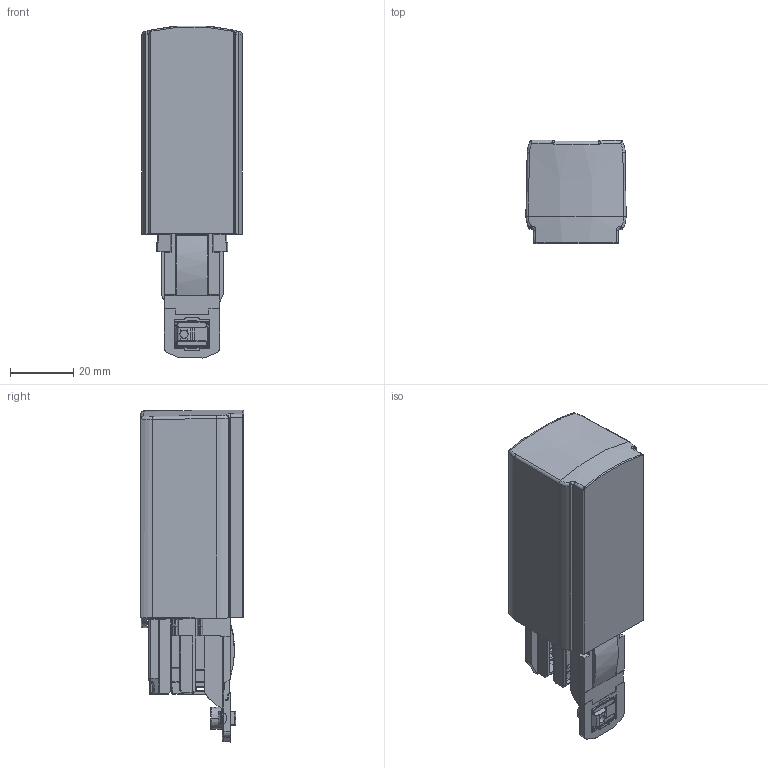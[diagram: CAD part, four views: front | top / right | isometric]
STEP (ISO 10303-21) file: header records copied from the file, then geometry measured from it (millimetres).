
FILE_DESCRIPTION (( 'STEP AP203' ), '1' );
FILE_NAME ('XTS11_Dummy.STEP', '2017-07-28T11:11:45', ( '' ), ( '' ), 'SwSTEP 2.0', 'SolidWorks 2017', '' );
FILE_SCHEMA (( 'CONFIG_CONTROL_DESIGN' ));
Length unit declared in the file: millimetre
Products named in the file (1): XTS11_Dummy
Bounding box: 31.6 x 32.63 x 104.58 mm (x, y, z)
Volume: 70247.5 mm3; surface area: 16628.4 mm2
Topology: 1 solids, 1 shells, 1304 faces, 3412 edges, 2104 vertices
Faces by surface type: cylinder 486, plane 464, sphere 164, bspline 145, torus 30, cone 15
Entity records: 56165 total; most frequent: CARTESIAN_POINT 28130, ORIENTED_EDGE 6816, DIRECTION 4312, EDGE_CURVE 3408, VERTEX_POINT 2102, LINE 1564, VECTOR 1564, B_SPLINE_CURVE_WITH_KNOTS 1519
